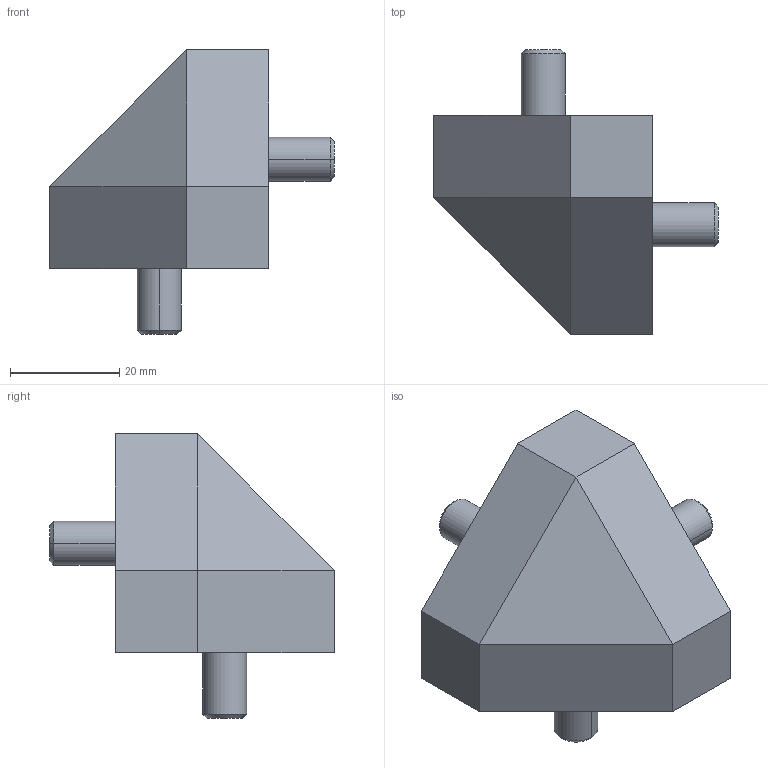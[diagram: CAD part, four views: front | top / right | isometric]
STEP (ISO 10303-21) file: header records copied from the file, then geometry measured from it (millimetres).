
FILE_DESCRIPTION((''),'2;1');
FILE_NAME('SZ0930S.stp','2009-07-27T13:51:22',(''),(''),'Mechanical Desktop 2007','Mechanical Desktop 2007',', , ');
FILE_SCHEMA(('CONFIG_CONTROL_DESIGN'));
Length unit declared in the file: millimetre
Products named in the file (3): SZ0930SA; SZ0930S; SZ0076S
Assembly tree (2 placements, depth 2):
  SZ0930SA
    SZ0930S
    SZ0076S
Bounding box: 52 x 52 x 52 mm (x, y, z)
Volume: 46907.4 mm3; surface area: 27715.8 mm2
Topology: 10 solids, 10 shells, 166 faces, 419 edges, 270 vertices
Faces by surface type: plane 94, cylinder 42, cone 18, bspline 12
Entity records: 5545 total; most frequent: CARTESIAN_POINT 1474, ORIENTED_EDGE 822, DIRECTION 814, EDGE_CURVE 411, AXIS2_PLACEMENT_3D 290, VERTEX_POINT 270, VECTOR 234, LINE 234
